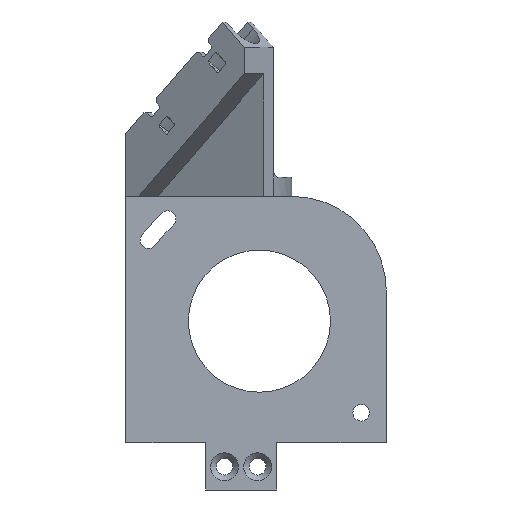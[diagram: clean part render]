
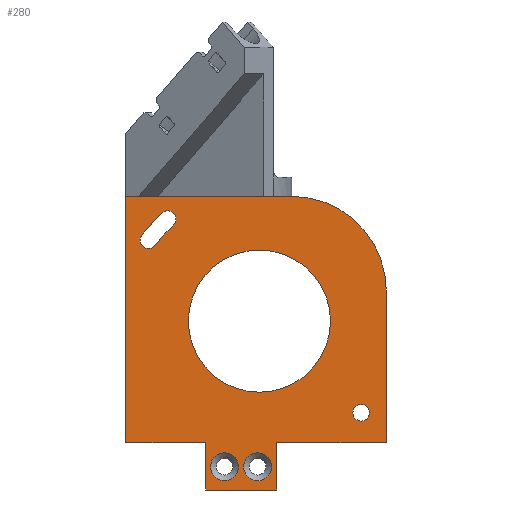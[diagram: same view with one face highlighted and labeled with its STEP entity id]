
A CAD part, left-side view. The second image highlights one B-rep face of the part: STEP entity #280.
In plain terms, the highlighted planar face has unit normal (-1, 0, 0).
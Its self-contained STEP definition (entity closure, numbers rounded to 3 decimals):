
#55 = VERTEX_POINT('',#56);
#56 = CARTESIAN_POINT('',(-22.5,-17.9,-5.1));
#64 = EDGE_CURVE('',#55,#55,#65,.T.);
#65 = CIRCLE('',#66,2.95);
#66 = AXIS2_PLACEMENT_3D('',#67,#68,#69);
#67 = CARTESIAN_POINT('',(-22.5,-20.85,-5.1));
#68 = DIRECTION('',(1.,0.,0.));
#69 = DIRECTION('',(0.,1.,0.));
#280 = ADVANCED_FACE('',(#281,#292,#391,#402,#440,#451),#454,.F.);
#281 = FACE_BOUND('',#282,.F.);
#282 = EDGE_LOOP('',(#283));
#283 = ORIENTED_EDGE('',*,*,#284,.F.);
#284 = EDGE_CURVE('',#285,#285,#287,.T.);
#285 = VERTEX_POINT('',#286);
#286 = CARTESIAN_POINT('',(-22.5,-24.9,-5.1));
#287 = CIRCLE('',#288,2.95);
#288 = AXIS2_PLACEMENT_3D('',#289,#290,#291);
#289 = CARTESIAN_POINT('',(-22.5,-27.85,-5.1));
#290 = DIRECTION('',(1.,0.,0.));
#291 = DIRECTION('',(0.,1.,0.));
#292 = FACE_BOUND('',#293,.F.);
#293 = EDGE_LOOP('',(#294,#304,#312,#320,#328,#336,#344,#352,#361,#369,
    #377,#385));
#294 = ORIENTED_EDGE('',*,*,#295,.T.);
#295 = EDGE_CURVE('',#296,#298,#300,.T.);
#296 = VERTEX_POINT('',#297);
#297 = CARTESIAN_POINT('',(-22.5,-16.85,-10.));
#298 = VERTEX_POINT('',#299);
#299 = CARTESIAN_POINT('',(-22.5,-16.85,0.));
#300 = LINE('',#301,#302);
#301 = CARTESIAN_POINT('',(-22.5,-16.85,-10.));
#302 = VECTOR('',#303,1.);
#303 = DIRECTION('',(0.,0.,1.));
#304 = ORIENTED_EDGE('',*,*,#305,.T.);
#305 = EDGE_CURVE('',#298,#306,#308,.T.);
#306 = VERTEX_POINT('',#307);
#307 = CARTESIAN_POINT('',(-22.5,0.,0.));
#308 = LINE('',#309,#310);
#309 = CARTESIAN_POINT('',(-22.5,-16.85,0.));
#310 = VECTOR('',#311,1.);
#311 = DIRECTION('',(0.,1.,0.));
#312 = ORIENTED_EDGE('',*,*,#313,.T.);
#313 = EDGE_CURVE('',#306,#314,#316,.T.);
#314 = VERTEX_POINT('',#315);
#315 = CARTESIAN_POINT('',(-22.5,0.,52.));
#316 = LINE('',#317,#318);
#317 = CARTESIAN_POINT('',(-22.5,0.,0.));
#318 = VECTOR('',#319,1.);
#319 = DIRECTION('',(0.,0.,1.));
#320 = ORIENTED_EDGE('',*,*,#321,.T.);
#321 = EDGE_CURVE('',#314,#322,#324,.T.);
#322 = VERTEX_POINT('',#323);
#323 = CARTESIAN_POINT('',(-22.5,-6.758,52.));
#324 = LINE('',#325,#326);
#325 = CARTESIAN_POINT('',(-22.5,0.,52.));
#326 = VECTOR('',#327,1.);
#327 = DIRECTION('',(0.,-1.,0.));
#328 = ORIENTED_EDGE('',*,*,#329,.T.);
#329 = EDGE_CURVE('',#322,#330,#332,.T.);
#330 = VERTEX_POINT('',#331);
#331 = CARTESIAN_POINT('',(-22.5,-6.76,52.));
#332 = LINE('',#333,#334);
#333 = CARTESIAN_POINT('',(-22.5,0.,52.));
#334 = VECTOR('',#335,1.);
#335 = DIRECTION('',(0.,-1.,0.));
#336 = ORIENTED_EDGE('',*,*,#337,.T.);
#337 = EDGE_CURVE('',#330,#338,#340,.T.);
#338 = VERTEX_POINT('',#339);
#339 = CARTESIAN_POINT('',(-22.5,-34.564,52.));
#340 = LINE('',#341,#342);
#341 = CARTESIAN_POINT('',(-22.5,0.,52.));
#342 = VECTOR('',#343,1.);
#343 = DIRECTION('',(0.,-1.,0.));
#344 = ORIENTED_EDGE('',*,*,#345,.T.);
#345 = EDGE_CURVE('',#338,#346,#348,.T.);
#346 = VERTEX_POINT('',#347);
#347 = CARTESIAN_POINT('',(-22.5,-35.,52.));
#348 = LINE('',#349,#350);
#349 = CARTESIAN_POINT('',(-22.5,0.,52.));
#350 = VECTOR('',#351,1.);
#351 = DIRECTION('',(0.,-1.,0.));
#352 = ORIENTED_EDGE('',*,*,#353,.T.);
#353 = EDGE_CURVE('',#346,#354,#356,.T.);
#354 = VERTEX_POINT('',#355);
#355 = CARTESIAN_POINT('',(-22.5,-55.,32.));
#356 = CIRCLE('',#357,20.);
#357 = AXIS2_PLACEMENT_3D('',#358,#359,#360);
#358 = CARTESIAN_POINT('',(-22.5,-35.,32.));
#359 = DIRECTION('',(1.,0.,0.));
#360 = DIRECTION('',(0.,1.,0.));
#361 = ORIENTED_EDGE('',*,*,#362,.T.);
#362 = EDGE_CURVE('',#354,#363,#365,.T.);
#363 = VERTEX_POINT('',#364);
#364 = CARTESIAN_POINT('',(-22.5,-55.,0.));
#365 = LINE('',#366,#367);
#366 = CARTESIAN_POINT('',(-22.5,-55.,32.));
#367 = VECTOR('',#368,1.);
#368 = DIRECTION('',(0.,0.,-1.));
#369 = ORIENTED_EDGE('',*,*,#370,.T.);
#370 = EDGE_CURVE('',#363,#371,#373,.T.);
#371 = VERTEX_POINT('',#372);
#372 = CARTESIAN_POINT('',(-22.5,-31.85,0.));
#373 = LINE('',#374,#375);
#374 = CARTESIAN_POINT('',(-22.5,-55.,0.));
#375 = VECTOR('',#376,1.);
#376 = DIRECTION('',(0.,1.,0.));
#377 = ORIENTED_EDGE('',*,*,#378,.T.);
#378 = EDGE_CURVE('',#371,#379,#381,.T.);
#379 = VERTEX_POINT('',#380);
#380 = CARTESIAN_POINT('',(-22.5,-31.85,-10.));
#381 = LINE('',#382,#383);
#382 = CARTESIAN_POINT('',(-22.5,-31.85,0.));
#383 = VECTOR('',#384,1.);
#384 = DIRECTION('',(0.,0.,-1.));
#385 = ORIENTED_EDGE('',*,*,#386,.T.);
#386 = EDGE_CURVE('',#379,#296,#387,.T.);
#387 = LINE('',#388,#389);
#388 = CARTESIAN_POINT('',(-22.5,-31.85,-10.));
#389 = VECTOR('',#390,1.);
#390 = DIRECTION('',(0.,1.,0.));
#391 = FACE_BOUND('',#392,.F.);
#392 = EDGE_LOOP('',(#393));
#393 = ORIENTED_EDGE('',*,*,#394,.F.);
#394 = EDGE_CURVE('',#395,#395,#397,.T.);
#395 = VERTEX_POINT('',#396);
#396 = CARTESIAN_POINT('',(-22.5,-13.219,25.641));
#397 = CIRCLE('',#398,15.);
#398 = AXIS2_PLACEMENT_3D('',#399,#400,#401);
#399 = CARTESIAN_POINT('',(-22.5,-28.219,25.641));
#400 = DIRECTION('',(1.,0.,0.));
#401 = DIRECTION('',(0.,1.,0.));
#402 = FACE_BOUND('',#403,.F.);
#403 = EDGE_LOOP('',(#404,#415,#424,#433));
#404 = ORIENTED_EDGE('',*,*,#405,.F.);
#405 = EDGE_CURVE('',#406,#408,#410,.T.);
#406 = VERTEX_POINT('',#407);
#407 = CARTESIAN_POINT('',(-22.5,-3.413,43.782));
#408 = VERTEX_POINT('',#409);
#409 = CARTESIAN_POINT('',(-22.5,-7.585,48.415));
#410 = CIRCLE('',#411,59.56);
#411 = AXIS2_PLACEMENT_3D('',#412,#413,#414);
#412 = CARTESIAN_POINT('',(-22.5,-49.7,6.3));
#413 = DIRECTION('',(1.,0.,0.));
#414 = DIRECTION('',(0.,1.,0.));
#415 = ORIENTED_EDGE('',*,*,#416,.F.);
#416 = EDGE_CURVE('',#417,#406,#419,.T.);
#417 = VERTEX_POINT('',#418);
#418 = CARTESIAN_POINT('',(-22.5,-6.133,41.58));
#419 = CIRCLE('',#420,1.75);
#420 = AXIS2_PLACEMENT_3D('',#421,#422,#423);
#421 = CARTESIAN_POINT('',(-22.5,-4.773,42.681));
#422 = DIRECTION('',(1.,0.,0.));
#423 = DIRECTION('',(0.,1.,0.));
#424 = ORIENTED_EDGE('',*,*,#425,.T.);
#425 = EDGE_CURVE('',#417,#426,#428,.T.);
#426 = VERTEX_POINT('',#427);
#427 = CARTESIAN_POINT('',(-22.5,-10.06,45.94));
#428 = CIRCLE('',#429,56.06);
#429 = AXIS2_PLACEMENT_3D('',#430,#431,#432);
#430 = CARTESIAN_POINT('',(-22.5,-49.7,6.3));
#431 = DIRECTION('',(1.,0.,0.));
#432 = DIRECTION('',(0.,1.,0.));
#433 = ORIENTED_EDGE('',*,*,#434,.F.);
#434 = EDGE_CURVE('',#408,#426,#435,.T.);
#435 = CIRCLE('',#436,1.75);
#436 = AXIS2_PLACEMENT_3D('',#437,#438,#439);
#437 = CARTESIAN_POINT('',(-22.5,-8.822,47.178));
#438 = DIRECTION('',(1.,0.,0.));
#439 = DIRECTION('',(0.,1.,0.));
#440 = FACE_BOUND('',#441,.F.);
#441 = EDGE_LOOP('',(#442));
#442 = ORIENTED_EDGE('',*,*,#443,.F.);
#443 = EDGE_CURVE('',#444,#444,#446,.T.);
#444 = VERTEX_POINT('',#445);
#445 = CARTESIAN_POINT('',(-22.5,-47.95,6.3));
#446 = CIRCLE('',#447,1.75);
#447 = AXIS2_PLACEMENT_3D('',#448,#449,#450);
#448 = CARTESIAN_POINT('',(-22.5,-49.7,6.3));
#449 = DIRECTION('',(1.,0.,0.));
#450 = DIRECTION('',(0.,1.,0.));
#451 = FACE_BOUND('',#452,.F.);
#452 = EDGE_LOOP('',(#453));
#453 = ORIENTED_EDGE('',*,*,#64,.F.);
#454 = PLANE('',#455);
#455 = AXIS2_PLACEMENT_3D('',#456,#457,#458);
#456 = CARTESIAN_POINT('',(-22.5,-25.973,21.391));
#457 = DIRECTION('',(1.,0.,0.));
#458 = DIRECTION('',(0.,0.,1.));
